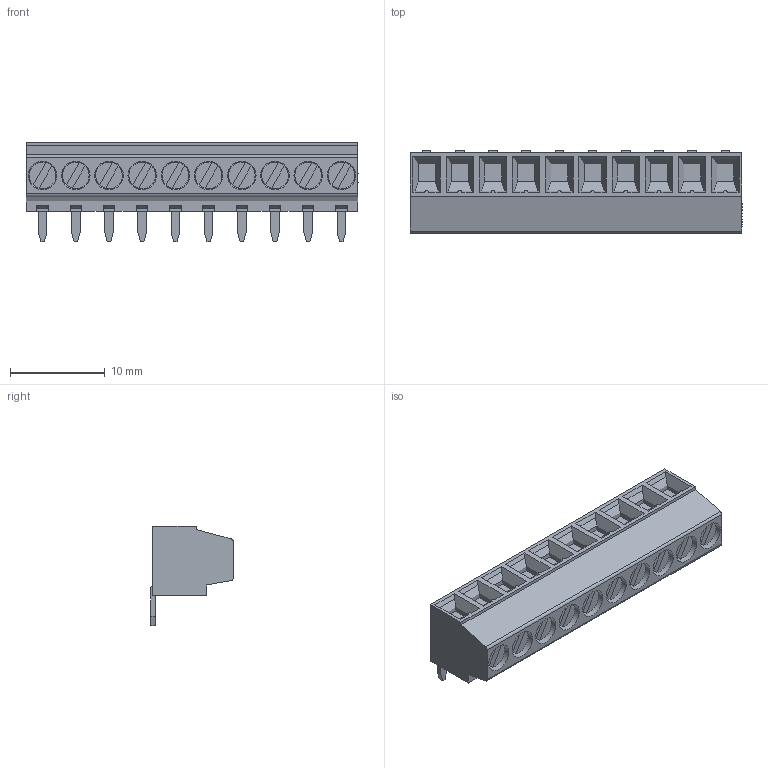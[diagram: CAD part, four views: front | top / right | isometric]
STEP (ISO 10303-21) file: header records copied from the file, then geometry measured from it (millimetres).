
FILE_DESCRIPTION(('STEP AP214'),'1');
FILE_NAME('MV1310-3,5-H-L.stp','2021-03-15T15:26:51',(' '),(' '),'Spatial InterOp 3D',' ',' ');
FILE_SCHEMA(('automotive_design'));
Length unit declared in the file: metre
Products named in the file (1): 1
Bounding box: 35 x 8.7 x 10.5 mm (x, y, z)
Volume: 1739.9 mm3; surface area: 1780.2 mm2
Topology: 1 solids, 1 shells, 486 faces, 1293 edges, 852 vertices
Faces by surface type: plane 399, cylinder 66, torus 10, cone 10, extrusion 1
Full cylindrical faces by diameter (mm): 2 x10, 2.1 x10, 2.8 x10, 3 x10
Entity records: 18290 total; most frequent: CARTESIAN_POINT 2596, ORIENTED_EDGE 2406, DIRECTION 2338, EDGE_CURVE 1203, VECTOR 990, LINE 989, VERTEX_POINT 822, AXIS2_PLACEMENT_3D 674
